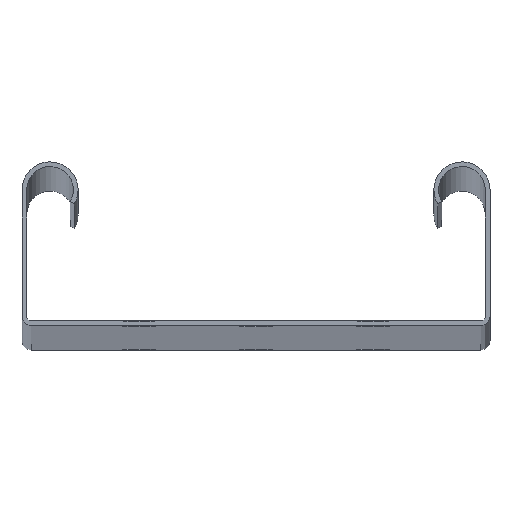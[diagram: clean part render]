
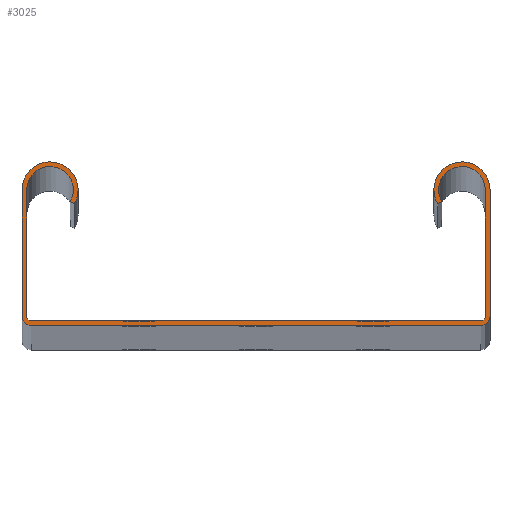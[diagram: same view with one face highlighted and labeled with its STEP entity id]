
A CAD part, top view. The second image highlights one B-rep face of the part: STEP entity #3025.
In plain terms, the highlighted planar face has unit normal (0, 0, 1).
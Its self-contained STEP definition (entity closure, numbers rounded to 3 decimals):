
#1146=CARTESIAN_POINT('',(-44.,28.,3000.));
#1147=DIRECTION('',(0.,0.,1.));
#1148=DIRECTION('',(0.866,-0.5,0.));
#1149=AXIS2_PLACEMENT_3D('',#1146,#1147,#1148);
#1151=DIRECTION('',(0.866,-0.5,0.));
#1152=VECTOR('',#1151,1.);
#1153=CARTESIAN_POINT('',(-39.67,25.5,3000.));
#1154=LINE('',#1153,#1152);
#1155=CARTESIAN_POINT('',(-44.,28.,3000.));
#1156=DIRECTION('',(0.,0.,-1.));
#1157=DIRECTION('',(-1.,0.,0.));
#1158=AXIS2_PLACEMENT_3D('',#1155,#1156,#1157);
#1160=DIRECTION('',(0.,1.,0.));
#1161=VECTOR('',#1160,27.);
#1162=CARTESIAN_POINT('',(-49.,1.,3000.));
#1163=LINE('',#1162,#1161);
#1164=CARTESIAN_POINT('',(-48.,1.,3000.));
#1165=DIRECTION('',(0.,0.,-1.));
#1166=DIRECTION('',(0.,-1.,0.));
#1167=AXIS2_PLACEMENT_3D('',#1164,#1165,#1166);
#1169=DIRECTION('',(-1.,0.,0.));
#1170=VECTOR('',#1169,96.);
#1171=CARTESIAN_POINT('',(48.,0.,3000.));
#1172=LINE('',#1171,#1170);
#1173=CARTESIAN_POINT('',(48.,1.,3000.));
#1174=DIRECTION('',(0.,0.,-1.));
#1175=DIRECTION('',(1.,0.,0.));
#1176=AXIS2_PLACEMENT_3D('',#1173,#1174,#1175);
#1178=DIRECTION('',(0.,-1.,0.));
#1179=VECTOR('',#1178,27.);
#1180=CARTESIAN_POINT('',(49.,28.,3000.));
#1181=LINE('',#1180,#1179);
#1182=CARTESIAN_POINT('',(44.,28.,3000.));
#1183=DIRECTION('',(0.,0.,-1.));
#1184=DIRECTION('',(-0.866,-0.5,0.));
#1185=AXIS2_PLACEMENT_3D('',#1182,#1183,#1184);
#1187=DIRECTION('',(0.866,0.5,0.));
#1188=VECTOR('',#1187,1.);
#1189=CARTESIAN_POINT('',(38.804,25.,3000.));
#1190=LINE('',#1189,#1188);
#1191=CARTESIAN_POINT('',(44.,28.,3000.));
#1192=DIRECTION('',(0.,0.,1.));
#1193=DIRECTION('',(1.,0.,0.));
#1194=AXIS2_PLACEMENT_3D('',#1191,#1192,#1193);
#1196=DIRECTION('',(0.,1.,0.));
#1197=VECTOR('',#1196,27.);
#1198=CARTESIAN_POINT('',(50.,1.,3000.));
#1199=LINE('',#1198,#1197);
#1200=CARTESIAN_POINT('',(48.,1.,3000.));
#1201=DIRECTION('',(0.,0.,1.));
#1202=DIRECTION('',(0.,-1.,0.));
#1203=AXIS2_PLACEMENT_3D('',#1200,#1201,#1202);
#1205=DIRECTION('',(1.,0.,0.));
#1206=VECTOR('',#1205,96.);
#1207=CARTESIAN_POINT('',(-48.,-1.,3000.));
#1208=LINE('',#1207,#1206);
#1209=CARTESIAN_POINT('',(-48.,1.,3000.));
#1210=DIRECTION('',(0.,0.,1.));
#1211=DIRECTION('',(-1.,0.,0.));
#1212=AXIS2_PLACEMENT_3D('',#1209,#1210,#1211);
#1214=DIRECTION('',(0.,-1.,0.));
#1215=VECTOR('',#1214,27.);
#1216=CARTESIAN_POINT('',(-50.,28.,3000.));
#1217=LINE('',#1216,#1215);
#1698=CARTESIAN_POINT('',(-38.804,25.,3000.));
#1699=CARTESIAN_POINT('',(-50.,28.,3000.));
#1700=VERTEX_POINT('',#1698);
#1701=VERTEX_POINT('',#1699);
#1702=CARTESIAN_POINT('',(-50.,1.,3000.));
#1703=VERTEX_POINT('',#1702);
#1704=CARTESIAN_POINT('',(-48.,-1.,3000.));
#1705=VERTEX_POINT('',#1704);
#1706=CARTESIAN_POINT('',(48.,-1.,3000.));
#1707=VERTEX_POINT('',#1706);
#1708=CARTESIAN_POINT('',(50.,1.,3000.));
#1709=VERTEX_POINT('',#1708);
#1710=CARTESIAN_POINT('',(50.,28.,3000.));
#1711=VERTEX_POINT('',#1710);
#1712=CARTESIAN_POINT('',(38.804,25.,3000.));
#1713=VERTEX_POINT('',#1712);
#1714=CARTESIAN_POINT('',(39.67,25.5,3000.));
#1715=VERTEX_POINT('',#1714);
#1716=CARTESIAN_POINT('',(49.,28.,3000.));
#1717=VERTEX_POINT('',#1716);
#1718=CARTESIAN_POINT('',(49.,1.,3000.));
#1719=VERTEX_POINT('',#1718);
#1720=CARTESIAN_POINT('',(48.,0.,3000.));
#1721=VERTEX_POINT('',#1720);
#1722=CARTESIAN_POINT('',(-48.,0.,3000.));
#1723=VERTEX_POINT('',#1722);
#1724=CARTESIAN_POINT('',(-49.,1.,3000.));
#1725=VERTEX_POINT('',#1724);
#1726=CARTESIAN_POINT('',(-49.,28.,3000.));
#1727=VERTEX_POINT('',#1726);
#1728=CARTESIAN_POINT('',(-39.67,25.5,3000.));
#1729=VERTEX_POINT('',#1728);
#3002=CARTESIAN_POINT('',(0.,0.,3000.));
#3003=DIRECTION('',(0.,0.,1.));
#3004=DIRECTION('',(1.,0.,0.));
#3005=AXIS2_PLACEMENT_3D('',#3002,#3003,#3004);
#3006=PLANE('',#3005);
#3007=ORIENTED_EDGE('',*,*,#2226,.F.);
#3008=ORIENTED_EDGE('',*,*,#2241,.F.);
#3009=ORIENTED_EDGE('',*,*,#2255,.F.);
#3010=ORIENTED_EDGE('',*,*,#2269,.F.);
#3011=ORIENTED_EDGE('',*,*,#2343,.F.);
#3012=ORIENTED_EDGE('',*,*,#2357,.F.);
#3013=ORIENTED_EDGE('',*,*,#2531,.F.);
#3014=ORIENTED_EDGE('',*,*,#2545,.F.);
#3015=ORIENTED_EDGE('',*,*,#2619,.F.);
#3016=ORIENTED_EDGE('',*,*,#2633,.F.);
#3017=ORIENTED_EDGE('',*,*,#2647,.F.);
#3018=ORIENTED_EDGE('',*,*,#2661,.F.);
#3019=ORIENTED_EDGE('',*,*,#2735,.F.);
#3020=ORIENTED_EDGE('',*,*,#2749,.F.);
#3021=ORIENTED_EDGE('',*,*,#2923,.F.);
#3022=ORIENTED_EDGE('',*,*,#2936,.F.);
#3023=EDGE_LOOP('',(#3007,#3008,#3009,#3010,#3011,#3012,#3013,#3014,#3015,#3016,
#3017,#3018,#3019,#3020,#3021,#3022));
#3024=FACE_OUTER_BOUND('',#3023,.F.);
#3025=ADVANCED_FACE('',(#3024),#3006,.T.);
#1150=CIRCLE('',#1149,6.);
#1159=CIRCLE('',#1158,5.);
#1168=CIRCLE('',#1167,1.);
#1177=CIRCLE('',#1176,1.);
#1186=CIRCLE('',#1185,5.);
#1195=CIRCLE('',#1194,6.);
#1204=CIRCLE('',#1203,2.);
#1213=CIRCLE('',#1212,2.);
#2226=EDGE_CURVE('',#1700,#1701,#1150,.T.);
#2241=EDGE_CURVE('',#1729,#1700,#1154,.T.);
#2255=EDGE_CURVE('',#1727,#1729,#1159,.T.);
#2269=EDGE_CURVE('',#1725,#1727,#1163,.T.);
#2343=EDGE_CURVE('',#1723,#1725,#1168,.T.);
#2357=EDGE_CURVE('',#1721,#1723,#1172,.T.);
#2531=EDGE_CURVE('',#1719,#1721,#1177,.T.);
#2545=EDGE_CURVE('',#1717,#1719,#1181,.T.);
#2619=EDGE_CURVE('',#1715,#1717,#1186,.T.);
#2633=EDGE_CURVE('',#1713,#1715,#1190,.T.);
#2647=EDGE_CURVE('',#1711,#1713,#1195,.T.);
#2661=EDGE_CURVE('',#1709,#1711,#1199,.T.);
#2735=EDGE_CURVE('',#1707,#1709,#1204,.T.);
#2749=EDGE_CURVE('',#1705,#1707,#1208,.T.);
#2923=EDGE_CURVE('',#1703,#1705,#1213,.T.);
#2936=EDGE_CURVE('',#1701,#1703,#1217,.T.);
